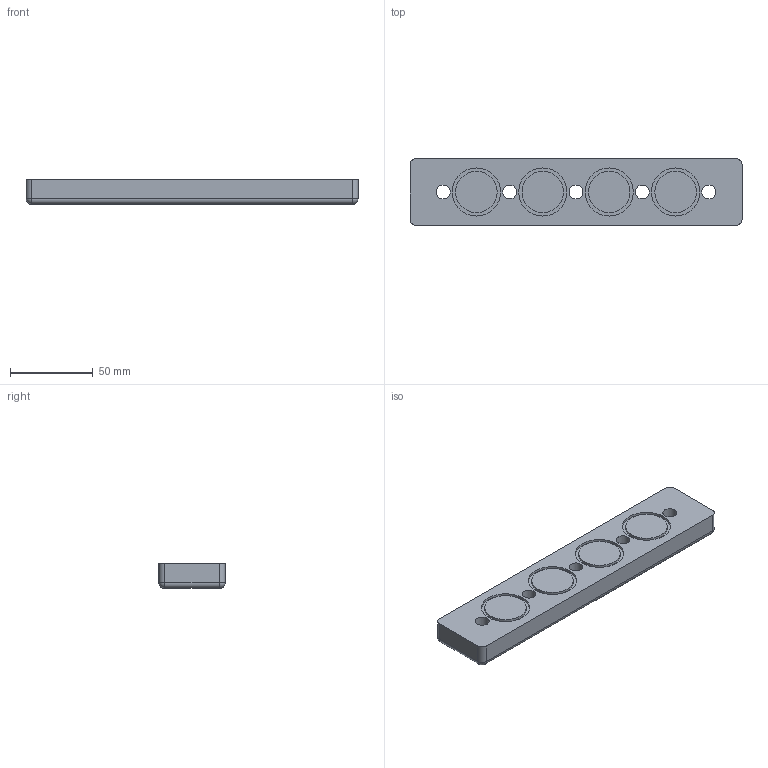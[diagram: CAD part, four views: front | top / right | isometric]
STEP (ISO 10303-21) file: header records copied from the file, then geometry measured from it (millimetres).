
FILE_DESCRIPTION((''),'2;1');
FILE_NAME('SD0125N.stp','2009-08-10T15:14:33',('teddy iii'),(''),'Autodesk Inventor 11','Autodesk Inventor 11','');
FILE_SCHEMA(('AUTOMOTIVE_DESIGN { 1 0 10303 214 1 1 1 1 }'));
Length unit declared in the file: millimetre
Products named in the file (1): SD0125N
Bounding box: 200 x 40 x 15 mm (x, y, z)
Volume: 107977.7 mm3; surface area: 25746.6 mm2
Topology: 1 solids, 1 shells, 49 faces, 94 edges, 56 vertices
Faces by surface type: cylinder 16, bspline 15, plane 14, sphere 4
Full cylindrical faces by diameter (mm): 25 x4, 29 x4
Entity records: 1303 total; most frequent: CARTESIAN_POINT 363, DIRECTION 194, ORIENTED_EDGE 144, EDGE_LOOP 90, AXIS2_PLACEMENT_3D 87, EDGE_CURVE 72, VERTEX_POINT 56, CIRCLE 52
